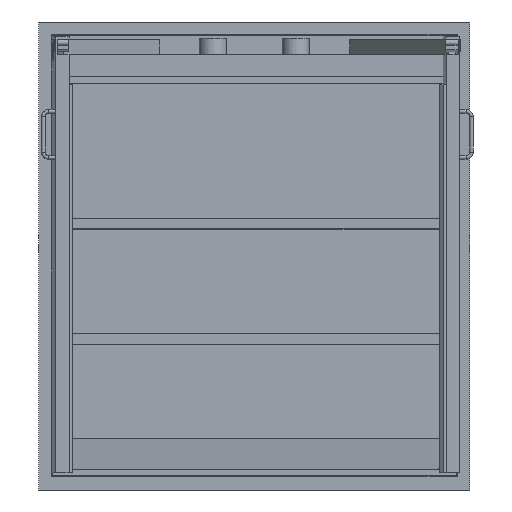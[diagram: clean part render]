
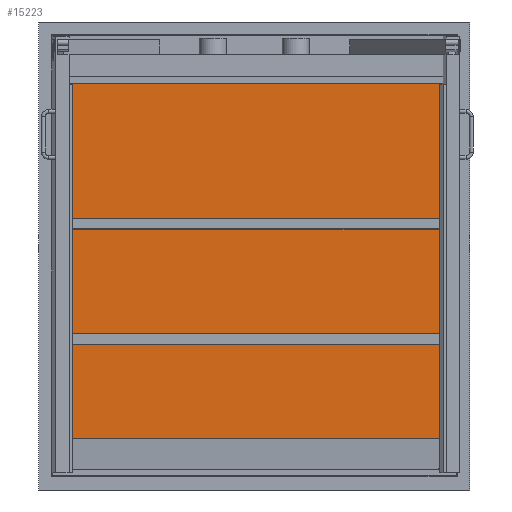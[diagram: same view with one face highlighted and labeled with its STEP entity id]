
A CAD part, front view. The second image highlights one B-rep face of the part: STEP entity #15223.
In plain terms, the highlighted planar face has unit normal (0, -1, 0).
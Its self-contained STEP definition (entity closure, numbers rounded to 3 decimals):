
#1076=FACE_OUTER_BOUND('',#1936,.T.);
#1936=EDGE_LOOP('',(#9905,#9906,#9907,#9908));
#3091=LINE('',#20842,#4680);
#3094=LINE('',#20848,#4683);
#3097=LINE('',#20854,#4686);
#3100=LINE('',#20858,#4689);
#4680=VECTOR('',#17358,10.);
#4683=VECTOR('',#17363,10.);
#4686=VECTOR('',#17368,10.);
#4689=VECTOR('',#17373,10.);
#6240=VERTEX_POINT('',#20839);
#6241=VERTEX_POINT('',#20841);
#6243=VERTEX_POINT('',#20847);
#6245=VERTEX_POINT('',#20853);
#7699=EDGE_CURVE('',#6240,#6241,#3091,.T.);
#7702=EDGE_CURVE('',#6241,#6243,#3094,.T.);
#7705=EDGE_CURVE('',#6243,#6245,#3097,.T.);
#7708=EDGE_CURVE('',#6245,#6240,#3100,.T.);
#9905=ORIENTED_EDGE('',*,*,#7708,.F.);
#9906=ORIENTED_EDGE('',*,*,#7705,.F.);
#9907=ORIENTED_EDGE('',*,*,#7702,.F.);
#9908=ORIENTED_EDGE('',*,*,#7699,.F.);
#13820=PLANE('',#16204);
#15223=ADVANCED_FACE('',(#1076),#13820,.F.);
#16204=AXIS2_PLACEMENT_3D('',#20859,#17374,#17375);
#17358=DIRECTION('',(0.,0.,-1.));
#17363=DIRECTION('',(-1.,0.,0.));
#17368=DIRECTION('',(0.,0.,1.));
#17373=DIRECTION('',(1.,0.,0.));
#17374=DIRECTION('center_axis',(0.,1.,0.));
#17375=DIRECTION('ref_axis',(0.,0.,1.));
#20839=CARTESIAN_POINT('',(525.,262.5,479.375));
#20841=CARTESIAN_POINT('',(525.,262.5,-593.375));
#20842=CARTESIAN_POINT('',(525.,262.5,479.375));
#20847=CARTESIAN_POINT('',(-525.,262.5,-593.375));
#20848=CARTESIAN_POINT('',(525.,262.5,-593.375));
#20853=CARTESIAN_POINT('',(-525.,262.5,479.375));
#20854=CARTESIAN_POINT('',(-525.,262.5,-593.375));
#20858=CARTESIAN_POINT('',(-525.,262.5,479.375));
#20859=CARTESIAN_POINT('Origin',(0.,262.5,-57.));
